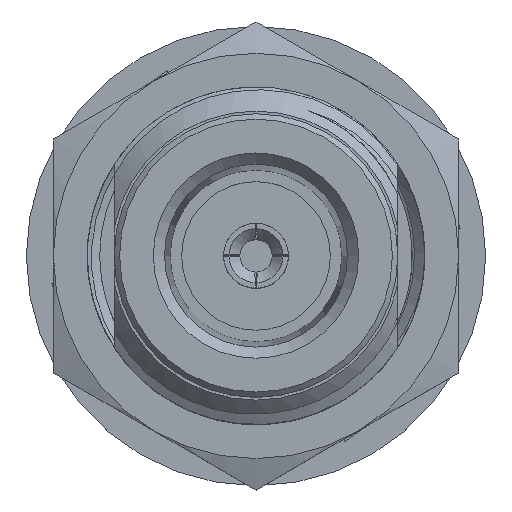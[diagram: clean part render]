
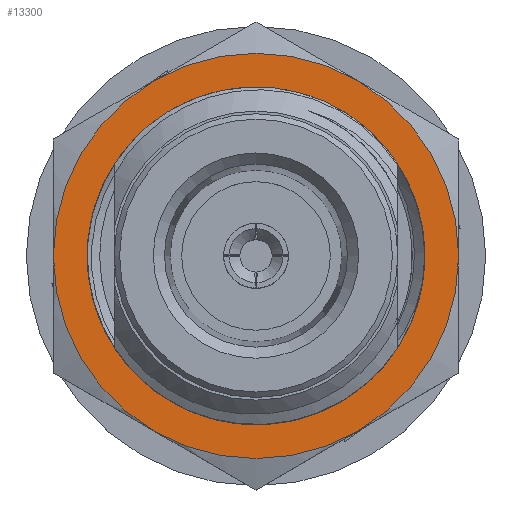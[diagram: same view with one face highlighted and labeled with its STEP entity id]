
A CAD part, top view. The second image highlights one B-rep face of the part: STEP entity #13300.
In plain terms, the highlighted planar face has unit normal (0, 0, 1).
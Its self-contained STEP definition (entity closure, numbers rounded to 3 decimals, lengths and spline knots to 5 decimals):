
#915 = VERTEX_POINT ( 'NONE', #47136 ) ;
#1941 = DIRECTION ( 'NONE',  ( 0.866, -0.5, 0. ) ) ;
#2583 = EDGE_LOOP ( 'NONE', ( #77322, #4256, #60248, #75421, #68107, #45379 ) ) ;
#3605 = CIRCLE ( 'NONE', #15762, 0.375 ) ;
#4256 = ORIENTED_EDGE ( 'NONE', *, *, #56093, .T. ) ;
#5990 = CARTESIAN_POINT ( 'NONE',  ( 0., 0., -0.385 ) ) ;
#8351 = CIRCLE ( 'NONE', #32656, 0.375 ) ;
#10650 = EDGE_CURVE ( 'NONE', #28562, #39655, #46911, .T. ) ;
#11139 = CARTESIAN_POINT ( 'NONE',  ( 0.30456, -0.07001, -0.385 ) ) ;
#11567 = CIRCLE ( 'NONE', #30390, 0.3125 ) ;
#13082 = DIRECTION ( 'NONE',  ( 0., 0., 1. ) ) ;
#13300 = ADVANCED_FACE ( 'NONE', ( #52135, #73735 ), #79589, .T. ) ;
#14585 = DIRECTION ( 'NONE',  ( 0.866, -0.5, 0. ) ) ;
#14721 = DIRECTION ( 'NONE',  ( 0.866, -0.5, 0. ) ) ;
#15762 = AXIS2_PLACEMENT_3D ( 'NONE', #29803, #13082, #31168 ) ;
#18215 = CARTESIAN_POINT ( 'NONE',  ( 0., 0., -0.385 ) ) ;
#18739 = AXIS2_PLACEMENT_3D ( 'NONE', #43095, #30224, #42040 ) ;
#20287 = AXIS2_PLACEMENT_3D ( 'NONE', #59796, #65565, #53202 ) ;
#22655 = CARTESIAN_POINT ( 'NONE',  ( 0.1875, -0.32476, -0.385 ) ) ;
#22976 = AXIS2_PLACEMENT_3D ( 'NONE', #52220, #65146, #14721 ) ;
#22992 = EDGE_CURVE ( 'NONE', #915, #58858, #43896, .T. ) ;
#23784 = DIRECTION ( 'NONE',  ( 0., 0., 1. ) ) ;
#26300 = ORIENTED_EDGE ( 'NONE', *, *, #62028, .F. ) ;
#26388 = DIRECTION ( 'NONE',  ( 0., 0., 1. ) ) ;
#28562 = VERTEX_POINT ( 'NONE', #11139 ) ;
#29240 = CARTESIAN_POINT ( 'NONE',  ( 0.375, 0., -0.385 ) ) ;
#29803 = CARTESIAN_POINT ( 'NONE',  ( 0., 0., -0.385 ) ) ;
#30142 = CIRCLE ( 'NONE', #59351, 0.375 ) ;
#30224 = DIRECTION ( 'NONE',  ( 0., 0., 1. ) ) ;
#30390 = AXIS2_PLACEMENT_3D ( 'NONE', #18215, #42890, #74132 ) ;
#31168 = DIRECTION ( 'NONE',  ( 0.866, -0.5, 0. ) ) ;
#32656 = AXIS2_PLACEMENT_3D ( 'NONE', #63399, #26388, #1941 ) ;
#34525 = CARTESIAN_POINT ( 'NONE',  ( 0.16585, -0.26486, -0.385 ) ) ;
#38655 = EDGE_LOOP ( 'NONE', ( #48551, #26300 ) ) ;
#39655 = VERTEX_POINT ( 'NONE', #34525 ) ;
#42040 = DIRECTION ( 'NONE',  ( 0.866, -0.5, 0. ) ) ;
#42694 = DIRECTION ( 'NONE',  ( 0.866, -0.5, 0. ) ) ;
#42890 = DIRECTION ( 'NONE',  ( 0., 0., 1. ) ) ;
#43095 = CARTESIAN_POINT ( 'NONE',  ( 0., 0., -0.385 ) ) ;
#43896 = CIRCLE ( 'NONE', #73504, 0.375 ) ;
#44091 = DIRECTION ( 'NONE',  ( 0.866, -0.5, 0. ) ) ;
#44638 = DIRECTION ( 'NONE',  ( 0., 0., 1. ) ) ;
#45379 = ORIENTED_EDGE ( 'NONE', *, *, #65045, .T. ) ;
#45797 = CARTESIAN_POINT ( 'NONE',  ( 0., 0., -0.385 ) ) ;
#46328 = VERTEX_POINT ( 'NONE', #22655 ) ;
#46856 = CIRCLE ( 'NONE', #20287, 0.375 ) ;
#46911 = CIRCLE ( 'NONE', #22976, 0.3125 ) ;
#47136 = CARTESIAN_POINT ( 'NONE',  ( -0.1875, 0.32476, -0.385 ) ) ;
#47355 = EDGE_CURVE ( 'NONE', #46328, #54696, #69527, .T. ) ;
#48551 = ORIENTED_EDGE ( 'NONE', *, *, #10650, .F. ) ;
#50071 = CARTESIAN_POINT ( 'NONE',  ( 0.1875, 0.32476, -0.385 ) ) ;
#51343 = CARTESIAN_POINT ( 'NONE',  ( -0.375, 0., -0.385 ) ) ;
#52135 = FACE_BOUND ( 'NONE', #38655, .T. ) ;
#52220 = CARTESIAN_POINT ( 'NONE',  ( 0., 0., -0.385 ) ) ;
#53202 = DIRECTION ( 'NONE',  ( 0.866, -0.5, 0. ) ) ;
#54696 = VERTEX_POINT ( 'NONE', #29240 ) ;
#56093 = EDGE_CURVE ( 'NONE', #54696, #67531, #46856, .T. ) ;
#56401 = AXIS2_PLACEMENT_3D ( 'NONE', #5990, #44638, #44091 ) ;
#58858 = VERTEX_POINT ( 'NONE', #51343 ) ;
#59351 = AXIS2_PLACEMENT_3D ( 'NONE', #74725, #23784, #42694 ) ;
#59796 = CARTESIAN_POINT ( 'NONE',  ( 0., 0., -0.385 ) ) ;
#60248 = ORIENTED_EDGE ( 'NONE', *, *, #80180, .T. ) ;
#62028 = EDGE_CURVE ( 'NONE', #39655, #28562, #11567, .T. ) ;
#63399 = CARTESIAN_POINT ( 'NONE',  ( 0., 0., -0.385 ) ) ;
#65045 = EDGE_CURVE ( 'NONE', #67172, #46328, #30142, .T. ) ;
#65146 = DIRECTION ( 'NONE',  ( 0., 0., 1. ) ) ;
#65557 = DIRECTION ( 'NONE',  ( 0., 0., 1. ) ) ;
#65565 = DIRECTION ( 'NONE',  ( 0., 0., 1. ) ) ;
#67172 = VERTEX_POINT ( 'NONE', #69229 ) ;
#67205 = EDGE_CURVE ( 'NONE', #58858, #67172, #3605, .T. ) ;
#67531 = VERTEX_POINT ( 'NONE', #50071 ) ;
#68107 = ORIENTED_EDGE ( 'NONE', *, *, #67205, .T. ) ;
#69229 = CARTESIAN_POINT ( 'NONE',  ( -0.1875, -0.32476, -0.385 ) ) ;
#69527 = CIRCLE ( 'NONE', #56401, 0.375 ) ;
#73504 = AXIS2_PLACEMENT_3D ( 'NONE', #45797, #65557, #14585 ) ;
#73735 = FACE_OUTER_BOUND ( 'NONE', #2583, .T. ) ;
#74132 = DIRECTION ( 'NONE',  ( 0.866, -0.5, 0. ) ) ;
#74725 = CARTESIAN_POINT ( 'NONE',  ( 0., 0., -0.385 ) ) ;
#75421 = ORIENTED_EDGE ( 'NONE', *, *, #22992, .T. ) ;
#77322 = ORIENTED_EDGE ( 'NONE', *, *, #47355, .T. ) ;
#79589 = PLANE ( 'NONE',  #18739 ) ;
#80180 = EDGE_CURVE ( 'NONE', #67531, #915, #8351, .T. ) ;
